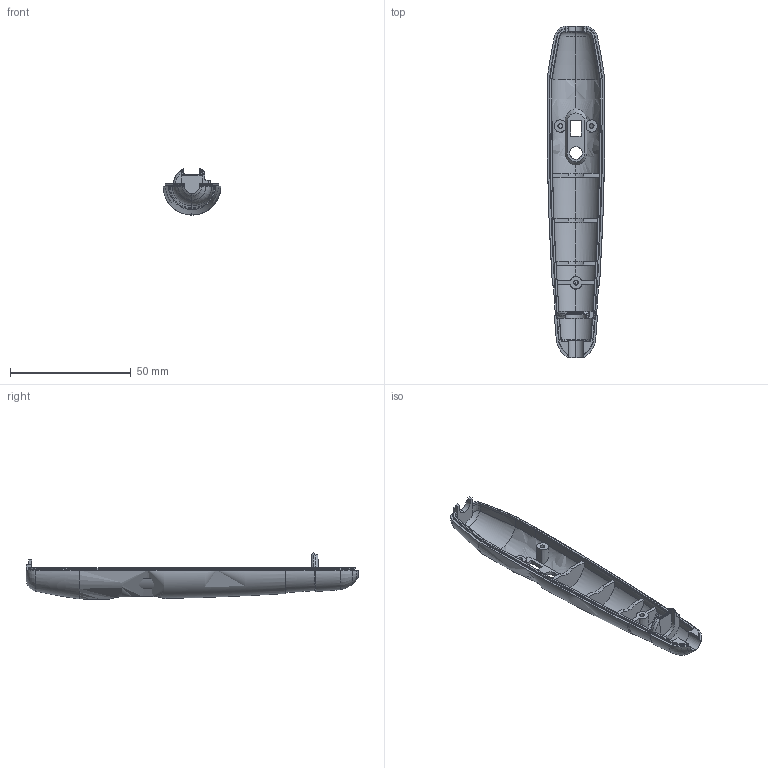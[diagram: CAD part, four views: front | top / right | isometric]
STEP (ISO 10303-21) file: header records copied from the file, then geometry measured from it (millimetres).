
FILE_DESCRIPTION(('STEP AP214'),'1');
FILE_NAME('OP8_body_r12c_AA-Final.stp','2013-09-23T18:35:33',(' '),(' '),'Spatial InterOp 3D',' ',' ');
FILE_SCHEMA(('automotive_design'));
Length unit declared in the file: metre
Products named in the file (1): 1
Bounding box: 24.04 x 137.63 x 19.15 mm (x, y, z)
Volume: 8354.5 mm3; surface area: 11259.8 mm2
Topology: 1 solids, 1 shells, 305 faces, 809 edges, 509 vertices
Faces by surface type: torus 86, cylinder 79, plane 71, cone 46, bspline 23
Entity records: 16284 total; most frequent: CARTESIAN_POINT 6356, ORIENTED_EDGE 1618, DIRECTION 1581, EDGE_CURVE 809, AXIS2_PLACEMENT_3D 663, VERTEX_POINT 509, CIRCLE 315, EDGE_LOOP 312
